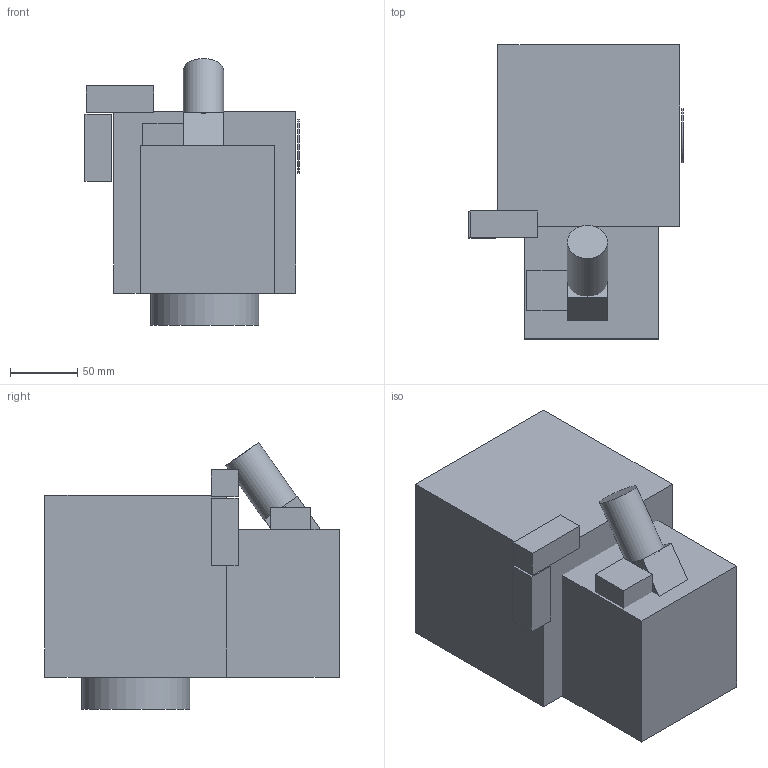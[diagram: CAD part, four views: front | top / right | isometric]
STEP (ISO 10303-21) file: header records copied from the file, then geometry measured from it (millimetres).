
FILE_DESCRIPTION(('FreeCAD Model'),'2;1');
FILE_NAME('Open CASCADE Shape Model','2022-01-12T18:53:18',('Author'),( ''),'Open CASCADE STEP processor 7.5','FreeCAD','Unknown');
FILE_SCHEMA(('AUTOMOTIVE_DESIGN { 1 0 10303 214 1 1 1 1 }'));
Length unit declared in the file: millimetre
Products named in the file (11): tool_model_v5; Цилиндр001 (Mirror #2); Куб (Mirror #5); Цилиндр; Цилиндр001; Куб001; Цилиндр002; Куб; Куб002; Куб003; Куб004
Assembly tree (10 placements, depth 2):
  tool_model_v5
    Цилиндр001 (Mirror #2)
    Куб (Mirror #5)
    Цилиндр
    Цилиндр001
    Куб001
    Цилиндр002
    Куб
    Куб002
    Куб003
    Куб004
Bounding box: 159 x 218.5 x 198.21 mm (x, y, z)
Volume: 3671744.5 mm3; surface area: 223609.7 mm2
Topology: 10 solids, 10 shells, 48 faces, 84 edges, 56 vertices
Faces by surface type: plane 44, cylinder 4
Full cylindrical faces by diameter (mm): 30 x1, 40 x1, 80 x2
Entity records: 2508 total; most frequent: CARTESIAN_POINT 379, DIRECTION 376, LINE 236, VECTOR 236, ORIENTED_EDGE 168, PCURVE 168, DEFINITIONAL_REPRESENTATION 168, EDGE_CURVE 84
